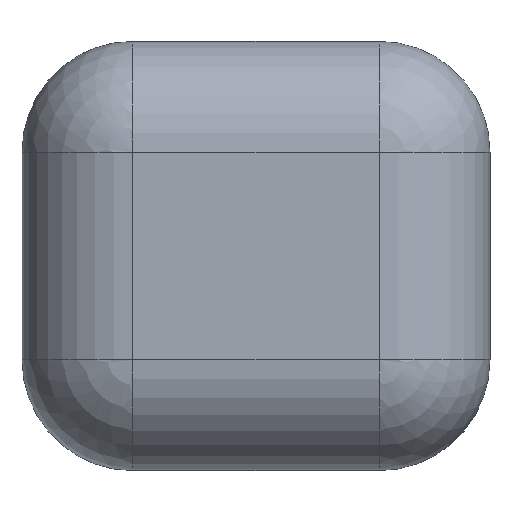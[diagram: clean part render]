
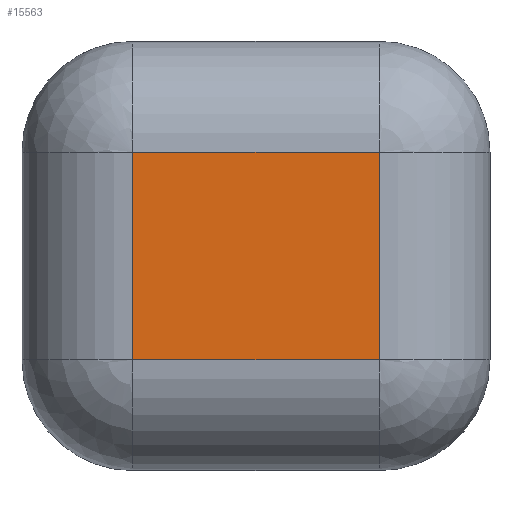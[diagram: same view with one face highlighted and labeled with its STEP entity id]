
A CAD part, front view. The second image highlights one B-rep face of the part: STEP entity #15563.
In plain terms, the highlighted planar face has unit normal (0, -1, 0).
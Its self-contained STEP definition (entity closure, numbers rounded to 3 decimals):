
#899 = DIRECTION ( 'NONE',  ( 0., 0., 1. ) ) ;
#1335 = DIRECTION ( 'NONE',  ( 0., 0., -1. ) ) ;
#1355 = CARTESIAN_POINT ( 'NONE',  ( -89., -168.5, 0. ) ) ;
#1407 = VECTOR ( 'NONE', #21423, 1000. ) ;
#1490 = VERTEX_POINT ( 'NONE', #26978 ) ;
#2574 = ORIENTED_EDGE ( 'NONE', *, *, #20516, .T. ) ;
#3460 = VECTOR ( 'NONE', #4773, 1000. ) ;
#3523 = CARTESIAN_POINT ( 'NONE',  ( 89., -168.5, 0. ) ) ;
#3926 = LINE ( 'NONE', #3523, #7352 ) ;
#4463 = AXIS2_PLACEMENT_3D ( 'NONE', #31880, #10013, #1335 ) ;
#4773 = DIRECTION ( 'NONE',  ( 0., 0., -1. ) ) ;
#4924 = VERTEX_POINT ( 'NONE', #14902 ) ;
#5501 = EDGE_CURVE ( 'NONE', #37923, #26189, #3926, .T. ) ;
#7352 = VECTOR ( 'NONE', #899, 1000. ) ;
#10013 = DIRECTION ( 'NONE',  ( 0., -1., 0. ) ) ;
#13044 = PLANE ( 'NONE',  #4463 ) ;
#14902 = CARTESIAN_POINT ( 'NONE',  ( -89., -168.5, 75. ) ) ;
#14966 = CARTESIAN_POINT ( 'NONE',  ( 0., -168.5, 75. ) ) ;
#15038 = ORIENTED_EDGE ( 'NONE', *, *, #5501, .T. ) ;
#15208 = CARTESIAN_POINT ( 'NONE',  ( 0., -168.5, -75. ) ) ;
#15248 = ORIENTED_EDGE ( 'NONE', *, *, #23856, .T. ) ;
#15519 = VECTOR ( 'NONE', #33788, 1000. ) ;
#15563 = ADVANCED_FACE ( 'NONE', ( #19669 ), #13044, .T. ) ;
#19669 = FACE_OUTER_BOUND ( 'NONE', #29607, .T. ) ;
#20086 = LINE ( 'NONE', #1355, #3460 ) ;
#20516 = EDGE_CURVE ( 'NONE', #1490, #37923, #39623, .T. ) ;
#21423 = DIRECTION ( 'NONE',  ( 1., 0., 0. ) ) ;
#23856 = EDGE_CURVE ( 'NONE', #4924, #1490, #20086, .T. ) ;
#26189 = VERTEX_POINT ( 'NONE', #28849 ) ;
#26978 = CARTESIAN_POINT ( 'NONE',  ( -89., -168.5, -75. ) ) ;
#28461 = ORIENTED_EDGE ( 'NONE', *, *, #39106, .T. ) ;
#28849 = CARTESIAN_POINT ( 'NONE',  ( 89., -168.5, 75. ) ) ;
#29607 = EDGE_LOOP ( 'NONE', ( #2574, #15038, #28461, #15248 ) ) ;
#31880 = CARTESIAN_POINT ( 'NONE',  ( 0., -168.5, 0. ) ) ;
#32663 = CARTESIAN_POINT ( 'NONE',  ( 89., -168.5, -75. ) ) ;
#33588 = LINE ( 'NONE', #14966, #15519 ) ;
#33788 = DIRECTION ( 'NONE',  ( -1., 0., 0. ) ) ;
#37923 = VERTEX_POINT ( 'NONE', #32663 ) ;
#39106 = EDGE_CURVE ( 'NONE', #26189, #4924, #33588, .T. ) ;
#39623 = LINE ( 'NONE', #15208, #1407 ) ;
